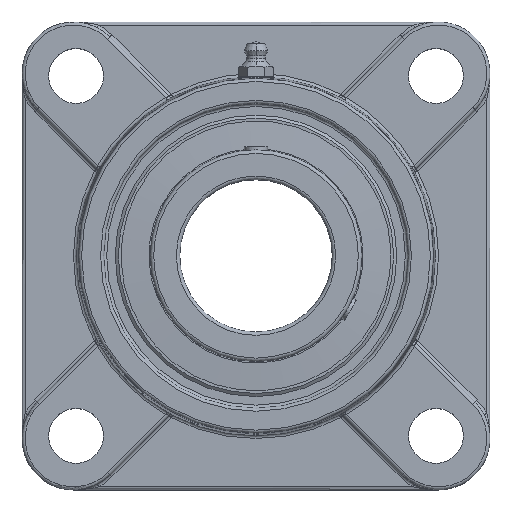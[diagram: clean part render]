
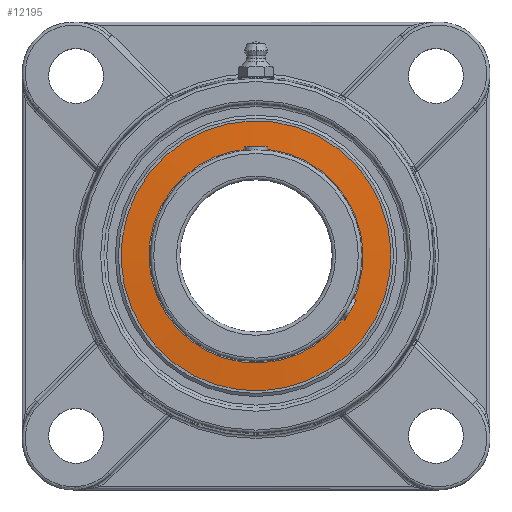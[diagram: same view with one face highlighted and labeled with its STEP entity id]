
A CAD part, top view. The second image highlights one B-rep face of the part: STEP entity #12195.
In plain terms, the highlighted conical face has half-angle 86.103 degrees and reference radius 35.306 mm.
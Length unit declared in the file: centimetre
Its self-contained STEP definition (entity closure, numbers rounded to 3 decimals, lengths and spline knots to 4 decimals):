
#12131=CARTESIAN_POINT('',(1.1379,-3.937,0.));
#12132=VERTEX_POINT('',#12131);
#12142=CARTESIAN_POINT('',(1.1379,3.937,0.));
#12143=VERTEX_POINT('',#12142);
#12144=CARTESIAN_POINT('',(1.1379,0.,0.));
#12145=DIRECTION('',(1.,0.,0.));
#12146=DIRECTION('',(-0.,1.,0.));
#12147=AXIS2_PLACEMENT_3D('',#12144,#12145,#12146);
#12148=CIRCLE('',#12147,3.937);
#12149=EDGE_CURVE('',#12143,#12132,#12148,.T.);
#12151=CARTESIAN_POINT('',(1.1379,0.,0.));
#12152=DIRECTION('',(1.,0.,0.));
#12153=DIRECTION('',(-0.,1.,0.));
#12154=AXIS2_PLACEMENT_3D('',#12151,#12152,#12153);
#12155=CIRCLE('',#12154,3.937);
#12156=EDGE_CURVE('',#12132,#12143,#12155,.T.);
#12161=CARTESIAN_POINT('',(1.1656,0.,0.));
#12162=DIRECTION('',(-1.,0.,0.));
#12163=DIRECTION('',(0.,1.,0.));
#12164=AXIS2_PLACEMENT_3D('',#12161,#12162,#12163);
#12165=CONICAL_SURFACE('',#12164,3.5306,86.103);
#12166=CARTESIAN_POINT('',(1.1933,-3.1242,-0.));
#12167=VERTEX_POINT('',#12166);
#12168=CARTESIAN_POINT('',(1.1933,-3.1242,-0.));
#12169=DIRECTION('',(-0.068,-0.998,-0.));
#12170=VECTOR('',#12169,0.8147);
#12171=LINE('',#12168,#12170);
#12172=EDGE_CURVE('',#12167,#12132,#12171,.T.);
#12173=ORIENTED_EDGE('',*,*,#12172,.T.);
#12174=ORIENTED_EDGE('',*,*,#12156,.T.);
#12175=ORIENTED_EDGE('',*,*,#12149,.T.);
#12176=ORIENTED_EDGE('',*,*,#12172,.F.);
#12177=CARTESIAN_POINT('',(1.1933,3.1242,0.));
#12178=VERTEX_POINT('',#12177);
#12179=CARTESIAN_POINT('',(1.1933,0.,0.));
#12180=DIRECTION('',(1.,0.,0.));
#12181=DIRECTION('',(-0.,1.,0.));
#12182=AXIS2_PLACEMENT_3D('',#12179,#12180,#12181);
#12183=CIRCLE('',#12182,3.1242);
#12184=EDGE_CURVE('',#12178,#12167,#12183,.T.);
#12185=ORIENTED_EDGE('',*,*,#12184,.F.);
#12186=CARTESIAN_POINT('',(1.1933,0.,0.));
#12187=DIRECTION('',(1.,0.,0.));
#12188=DIRECTION('',(-0.,1.,0.));
#12189=AXIS2_PLACEMENT_3D('',#12186,#12187,#12188);
#12190=CIRCLE('',#12189,3.1242);
#12191=EDGE_CURVE('',#12167,#12178,#12190,.T.);
#12192=ORIENTED_EDGE('',*,*,#12191,.F.);
#12193=EDGE_LOOP('',(#12173,#12174,#12175,#12176,#12185,#12192));
#12194=FACE_BOUND('',#12193,.T.);
#12195=ADVANCED_FACE('',(#12194),#12165,.T.);
